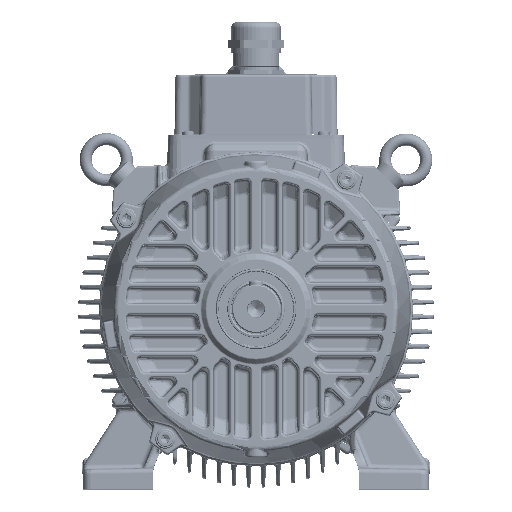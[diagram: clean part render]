
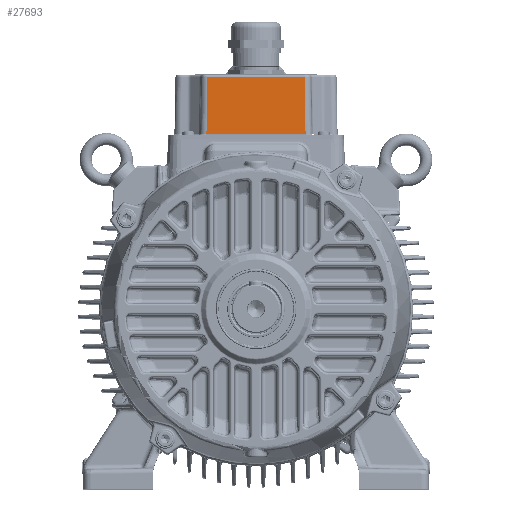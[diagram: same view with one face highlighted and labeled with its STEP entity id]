
A CAD part, top view. The second image highlights one B-rep face of the part: STEP entity #27693.
In plain terms, the highlighted planar face has unit normal (0, 0.018, 1).
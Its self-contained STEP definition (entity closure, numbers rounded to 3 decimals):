
#5784=PLANE('',#123879);
#9499=LINE('',#274081,#13368);
#9572=LINE('',#274973,#13441);
#9592=LINE('',#275042,#13461);
#9603=LINE('',#275266,#13472);
#13368=VECTOR('',#150040,1.);
#13441=VECTOR('',#150383,1.);
#13461=VECTOR('',#150465,1.);
#13472=VECTOR('',#150548,1.);
#20744=FACE_OUTER_BOUND('',#44723,.T.);
#27693=ADVANCED_FACE('',(#20744),#5784,.T.);
#44723=EDGE_LOOP('',(#77215,#77216,#77217,#77218));
#77215=ORIENTED_EDGE('',*,*,#105771,.T.);
#77216=ORIENTED_EDGE('',*,*,#106027,.T.);
#77217=ORIENTED_EDGE('',*,*,#105960,.T.);
#77218=ORIENTED_EDGE('',*,*,#105992,.T.);
#88020=VERTEX_POINT('',#273893);
#88045=VERTEX_POINT('',#273977);
#88051=VERTEX_POINT('',#274007);
#88055=VERTEX_POINT('',#274036);
#105771=EDGE_CURVE('',#88045,#88051,#9499,.T.);
#105960=EDGE_CURVE('',#88020,#88055,#9572,.T.);
#105992=EDGE_CURVE('',#88055,#88045,#9592,.T.);
#106027=EDGE_CURVE('',#88051,#88020,#9603,.T.);
#123879=AXIS2_PLACEMENT_3D('',#275273,#150559,#150560);
#150040=DIRECTION('',(-0.017,-1.,0.017));
#150383=DIRECTION('',(-0.017,1.,-0.017));
#150465=DIRECTION('',(-1.,0.,0.));
#150548=DIRECTION('',(1.,0.,0.));
#150559=DIRECTION('',(0.,0.017,1.));
#150560=DIRECTION('',(0.,-1.,0.017));
#273893=CARTESIAN_POINT('',(49.492,174.991,-129.509));
#273977=CARTESIAN_POINT('',(-48.505,231.552,-130.496));
#274007=CARTESIAN_POINT('',(-49.492,174.991,-129.509));
#274036=CARTESIAN_POINT('',(48.505,231.552,-130.496));
#274081=CARTESIAN_POINT('',(-49.469,176.34,-129.532));
#274973=CARTESIAN_POINT('',(49.503,174.387,-129.498));
#275042=CARTESIAN_POINT('',(-48.454,231.552,-130.496));
#275266=CARTESIAN_POINT('',(49.501,174.991,-129.509));
#275273=CARTESIAN_POINT('',(56.,174.5,-129.5));
